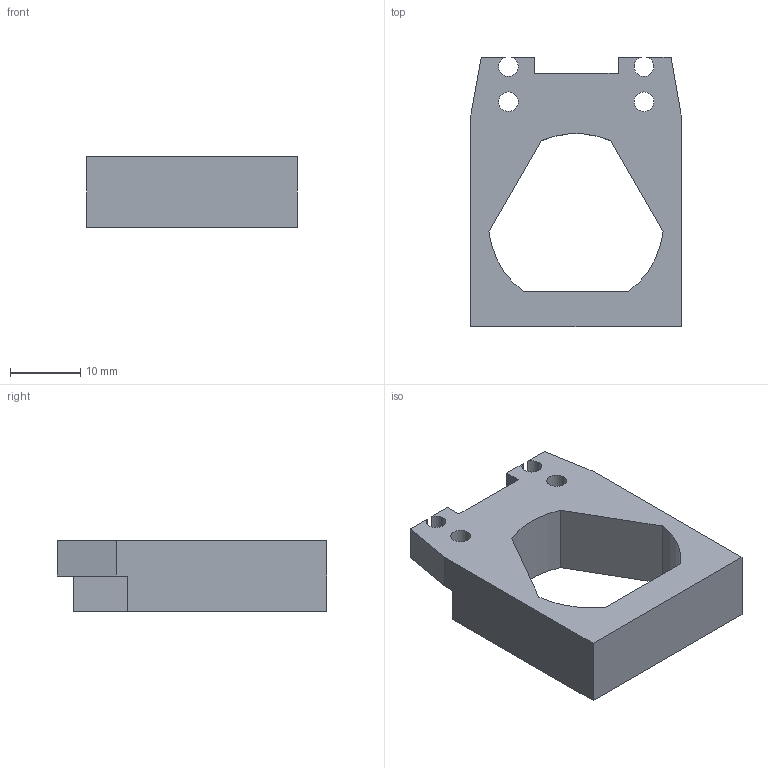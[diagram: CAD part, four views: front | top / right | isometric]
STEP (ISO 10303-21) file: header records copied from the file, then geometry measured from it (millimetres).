
FILE_DESCRIPTION(/* description */ (''),/* implementation_level */ '2;1');
FILE_NAME(/* name */ '30_Cube_Z_Focus_MGN_NEMA_adapter.ipt.step',/* time_stamp */ '2022-11-29T08:21:02+01:00',/* author */ ('diederichbenedict'),/* organization */ (''),/* preprocessor_version */ 'ST-DEVELOPER v18.1',/* originating_system */ 'Autodesk Inventor 2022',/* authorisation */ '');
FILE_SCHEMA (('AUTOMOTIVE_DESIGN { 1 0 10303 214 3 1 1 }'));
Length unit declared in the file: millimetre
Products named in the file (1): 30_Cube_Z_Focus_MGN_NEMA_adapter
Bounding box: 30 x 38.37 x 10 mm (x, y, z)
Volume: 6003.7 mm3; surface area: 3611.4 mm2
Topology: 1 solids, 1 shells, 30 faces, 82 edges, 54 vertices
Faces by surface type: plane 23, cylinder 7
Full cylindrical faces by diameter (mm): 2.8 x2
Entity records: 997 total; most frequent: CARTESIAN_POINT 167, ORIENTED_EDGE 164, DIRECTION 158, EDGE_CURVE 82, LINE 68, VECTOR 68, VERTEX_POINT 54, AXIS2_PLACEMENT_3D 45
